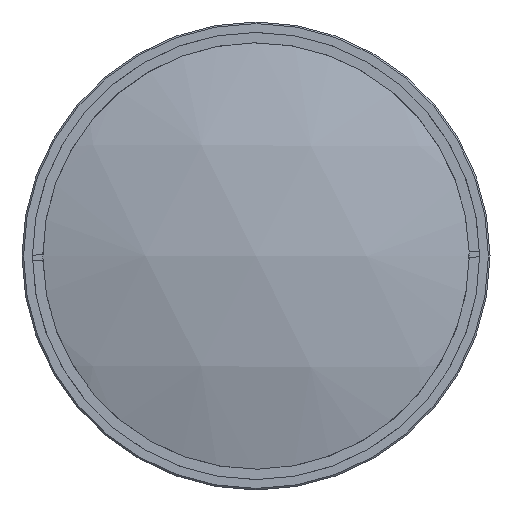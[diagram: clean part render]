
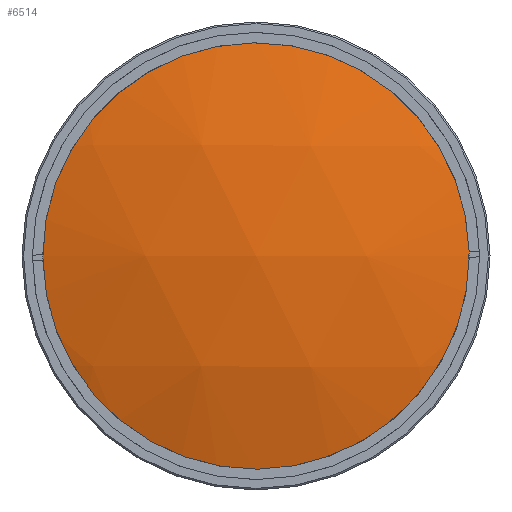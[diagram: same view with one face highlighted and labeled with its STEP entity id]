
A CAD part, left-side view. The second image highlights one B-rep face of the part: STEP entity #6514.
In plain terms, the highlighted spherical face has radius 137.25 mm.
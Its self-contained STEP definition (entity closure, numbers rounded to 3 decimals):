
#1313 = CARTESIAN_POINT ( 'NONE',  ( -70.18, 14.575, 160.085 ) ) ;
#1474 = AXIS2_PLACEMENT_3D ( 'NONE', #6264, #3865, #2100 ) ;
#1499 = FACE_OUTER_BOUND ( 'NONE', #1634, .T. ) ;
#1634 = EDGE_LOOP ( 'NONE', ( #6060 ) ) ;
#2100 = DIRECTION ( 'NONE',  ( -1., 0., 0. ) ) ;
#3061 = CARTESIAN_POINT ( 'NONE',  ( -70.18, 14.493, 202.085 ) ) ;
#3523 = AXIS2_PLACEMENT_3D ( 'NONE', #1313, #3545, #5940 ) ;
#3545 = DIRECTION ( 'NONE',  ( 1., 0., 0. ) ) ;
#3865 = DIRECTION ( 'NONE',  ( 0., -0.002, 1. ) ) ;
#4100 = EDGE_CURVE ( 'NONE', #7750, #7750, #6933, .T. ) ;
#5940 = DIRECTION ( 'NONE',  ( 0., -0.002, 1. ) ) ;
#6060 = ORIENTED_EDGE ( 'NONE', *, *, #4100, .F. ) ;
#6264 = CARTESIAN_POINT ( 'NONE',  ( 60.486, 14.575, 160.085 ) ) ;
#6372 = SPHERICAL_SURFACE ( 'NONE', #1474, 137.25 ) ;
#6514 = ADVANCED_FACE ( 'NONE', ( #1499 ), #6372, .T. ) ;
#6933 = CIRCLE ( 'NONE', #3523, 42. ) ;
#7750 = VERTEX_POINT ( 'NONE', #3061 ) ;
